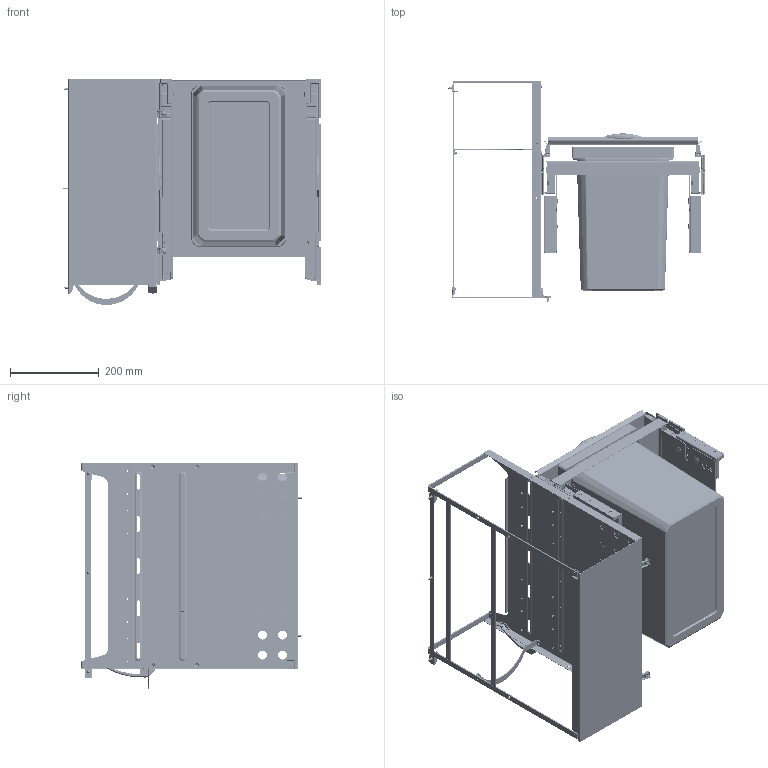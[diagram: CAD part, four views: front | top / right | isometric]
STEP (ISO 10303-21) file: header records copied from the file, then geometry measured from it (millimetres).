
FILE_DESCRIPTION(('STEP AP214'),'1');
FILE_NAME('8013347_V Cox Base Q 360 S_400-1_L.STP','2024-08-15T10:15:32',(' '),(' '),'Spatial InterOp 3D',' ',' ');
FILE_SCHEMA(('AUTOMOTIVE_DESIGN { 1 0 10303 214 1 1 1 1 }'));
Length unit declared in the file: millimetre
Products named in the file (1): 3D-Objekt
Bounding box: 578.9 x 499.1 x 508.06 mm (x, y, z)
Volume: 3435599.9 mm3; surface area: 3260586.2 mm2
Topology: 54 solids, 60 shells, 6094 faces, 15492 edges, 9538 vertices
Faces by surface type: plane 2496, cylinder 2322, torus 852, bspline 180, cone 148, sphere 90, extrusion 6
Entity records: 205941 total; most frequent: CARTESIAN_POINT 50028, DIRECTION 32390, ORIENTED_EDGE 30756, EDGE_CURVE 15394, AXIS2_PLACEMENT_3D 12066, VERTEX_POINT 9538, VECTOR 8258, LINE 8252
